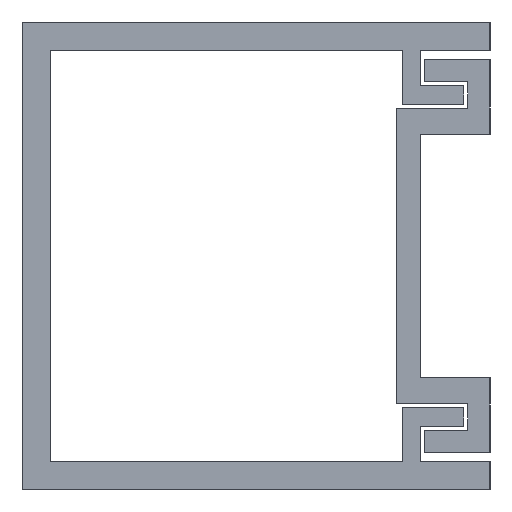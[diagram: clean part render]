
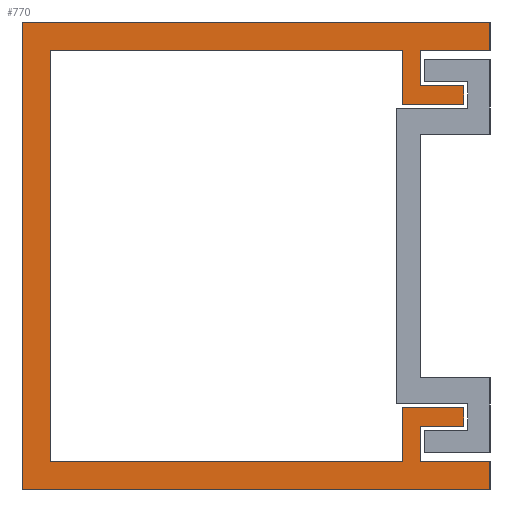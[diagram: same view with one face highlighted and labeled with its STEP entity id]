
A CAD part, left-side view. The second image highlights one B-rep face of the part: STEP entity #770.
In plain terms, the highlighted planar face has unit normal (-1, 0, 0).
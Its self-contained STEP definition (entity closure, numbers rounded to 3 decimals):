
#38=FACE_OUTER_BOUND('',#78,.T.);
#78=EDGE_LOOP('',(#593,#594,#595,#596,#597,#598,#599,#600,#601,#602,#603,
#604,#605,#606,#607,#608,#609,#610,#611,#612));
#97=LINE('',#1041,#205);
#101=LINE('',#1049,#209);
#104=LINE('',#1055,#212);
#107=LINE('',#1061,#215);
#110=LINE('',#1067,#218);
#113=LINE('',#1073,#221);
#116=LINE('',#1079,#224);
#119=LINE('',#1085,#227);
#122=LINE('',#1091,#230);
#125=LINE('',#1097,#233);
#128=LINE('',#1103,#236);
#131=LINE('',#1109,#239);
#134=LINE('',#1115,#242);
#137=LINE('',#1121,#245);
#140=LINE('',#1127,#248);
#143=LINE('',#1133,#251);
#146=LINE('',#1139,#254);
#149=LINE('',#1145,#257);
#152=LINE('',#1151,#260);
#155=LINE('',#1156,#263);
#205=VECTOR('',#851,10.);
#209=VECTOR('',#857,10.);
#212=VECTOR('',#862,10.);
#215=VECTOR('',#867,10.);
#218=VECTOR('',#872,10.);
#221=VECTOR('',#877,10.);
#224=VECTOR('',#882,10.);
#227=VECTOR('',#887,10.);
#230=VECTOR('',#892,10.);
#233=VECTOR('',#897,10.);
#236=VECTOR('',#902,10.);
#239=VECTOR('',#907,10.);
#242=VECTOR('',#912,10.);
#245=VECTOR('',#917,10.);
#248=VECTOR('',#922,10.);
#251=VECTOR('',#927,10.);
#254=VECTOR('',#932,10.);
#257=VECTOR('',#937,10.);
#260=VECTOR('',#942,10.);
#263=VECTOR('',#947,10.);
#313=VERTEX_POINT('',#1039);
#314=VERTEX_POINT('',#1040);
#317=VERTEX_POINT('',#1048);
#319=VERTEX_POINT('',#1054);
#321=VERTEX_POINT('',#1060);
#323=VERTEX_POINT('',#1066);
#325=VERTEX_POINT('',#1072);
#327=VERTEX_POINT('',#1078);
#329=VERTEX_POINT('',#1084);
#331=VERTEX_POINT('',#1090);
#333=VERTEX_POINT('',#1096);
#335=VERTEX_POINT('',#1102);
#337=VERTEX_POINT('',#1108);
#339=VERTEX_POINT('',#1114);
#341=VERTEX_POINT('',#1120);
#343=VERTEX_POINT('',#1126);
#345=VERTEX_POINT('',#1132);
#347=VERTEX_POINT('',#1138);
#349=VERTEX_POINT('',#1144);
#351=VERTEX_POINT('',#1150);
#385=EDGE_CURVE('',#313,#314,#97,.T.);
#389=EDGE_CURVE('',#317,#313,#101,.T.);
#392=EDGE_CURVE('',#319,#317,#104,.T.);
#395=EDGE_CURVE('',#321,#319,#107,.T.);
#398=EDGE_CURVE('',#323,#321,#110,.T.);
#401=EDGE_CURVE('',#325,#323,#113,.T.);
#404=EDGE_CURVE('',#327,#325,#116,.T.);
#407=EDGE_CURVE('',#329,#327,#119,.T.);
#410=EDGE_CURVE('',#331,#329,#122,.T.);
#413=EDGE_CURVE('',#333,#331,#125,.T.);
#416=EDGE_CURVE('',#335,#333,#128,.T.);
#419=EDGE_CURVE('',#337,#335,#131,.T.);
#422=EDGE_CURVE('',#339,#337,#134,.T.);
#425=EDGE_CURVE('',#341,#339,#137,.T.);
#428=EDGE_CURVE('',#343,#341,#140,.T.);
#431=EDGE_CURVE('',#345,#343,#143,.T.);
#434=EDGE_CURVE('',#347,#345,#146,.T.);
#437=EDGE_CURVE('',#349,#347,#149,.T.);
#440=EDGE_CURVE('',#351,#349,#152,.T.);
#443=EDGE_CURVE('',#314,#351,#155,.T.);
#593=ORIENTED_EDGE('',*,*,#443,.F.);
#594=ORIENTED_EDGE('',*,*,#385,.F.);
#595=ORIENTED_EDGE('',*,*,#389,.F.);
#596=ORIENTED_EDGE('',*,*,#392,.F.);
#597=ORIENTED_EDGE('',*,*,#395,.F.);
#598=ORIENTED_EDGE('',*,*,#398,.F.);
#599=ORIENTED_EDGE('',*,*,#401,.F.);
#600=ORIENTED_EDGE('',*,*,#404,.F.);
#601=ORIENTED_EDGE('',*,*,#407,.F.);
#602=ORIENTED_EDGE('',*,*,#410,.F.);
#603=ORIENTED_EDGE('',*,*,#413,.F.);
#604=ORIENTED_EDGE('',*,*,#416,.F.);
#605=ORIENTED_EDGE('',*,*,#419,.F.);
#606=ORIENTED_EDGE('',*,*,#422,.F.);
#607=ORIENTED_EDGE('',*,*,#425,.F.);
#608=ORIENTED_EDGE('',*,*,#428,.F.);
#609=ORIENTED_EDGE('',*,*,#431,.F.);
#610=ORIENTED_EDGE('',*,*,#434,.F.);
#611=ORIENTED_EDGE('',*,*,#437,.F.);
#612=ORIENTED_EDGE('',*,*,#440,.F.);
#730=PLANE('',#828);
#770=ADVANCED_FACE('',(#38),#730,.F.);
#828=AXIS2_PLACEMENT_3D('',#1159,#951,#952);
#851=DIRECTION('',(0.,1.,0.));
#857=DIRECTION('',(0.,0.,-1.));
#862=DIRECTION('',(0.,-1.,0.));
#867=DIRECTION('',(0.,0.,1.));
#872=DIRECTION('',(0.,-1.,0.));
#877=DIRECTION('',(0.,0.,-1.));
#882=DIRECTION('',(0.,1.,0.));
#887=DIRECTION('',(0.,0.,1.));
#892=DIRECTION('',(0.,1.,0.));
#897=DIRECTION('',(0.,0.,-1.));
#902=DIRECTION('',(0.,-1.,0.));
#907=DIRECTION('',(0.,0.,-1.));
#912=DIRECTION('',(0.,1.,0.));
#917=DIRECTION('',(0.,0.,-1.));
#922=DIRECTION('',(0.,-1.,0.));
#927=DIRECTION('',(0.,0.,1.));
#932=DIRECTION('',(0.,1.,0.));
#937=DIRECTION('',(0.,0.,-1.));
#942=DIRECTION('',(0.,-1.,0.));
#947=DIRECTION('',(0.,0.,-1.));
#951=DIRECTION('center_axis',(1.,0.,0.));
#952=DIRECTION('ref_axis',(0.,0.,-1.));
#1039=CARTESIAN_POINT('',(0.,-11.1,-9.1));
#1040=CARTESIAN_POINT('',(0.,-8.8,-9.1));
#1041=CARTESIAN_POINT('',(0.,-11.1,-9.1));
#1048=CARTESIAN_POINT('',(0.,-11.1,-8.1));
#1049=CARTESIAN_POINT('',(0.,-11.1,-8.1));
#1054=CARTESIAN_POINT('',(0.,-7.8,-8.1));
#1055=CARTESIAN_POINT('',(0.,-7.8,-8.1));
#1060=CARTESIAN_POINT('',(0.,-7.8,-11.));
#1061=CARTESIAN_POINT('',(0.,-7.8,-11.));
#1066=CARTESIAN_POINT('',(0.,11.,-11.));
#1067=CARTESIAN_POINT('',(0.,11.,-11.));
#1072=CARTESIAN_POINT('',(0.,11.,11.));
#1073=CARTESIAN_POINT('',(0.,11.,11.));
#1078=CARTESIAN_POINT('',(0.,-7.8,11.));
#1079=CARTESIAN_POINT('',(0.,-12.5,11.));
#1084=CARTESIAN_POINT('',(0.,-7.8,8.1));
#1085=CARTESIAN_POINT('',(0.,-7.8,8.1));
#1090=CARTESIAN_POINT('',(0.,-11.1,8.1));
#1091=CARTESIAN_POINT('',(0.,-11.1,8.1));
#1096=CARTESIAN_POINT('',(0.,-11.1,9.1));
#1097=CARTESIAN_POINT('',(0.,-11.1,9.1));
#1102=CARTESIAN_POINT('',(0.,-8.8,9.1));
#1103=CARTESIAN_POINT('',(0.,-8.8,9.1));
#1108=CARTESIAN_POINT('',(0.,-8.8,11.));
#1109=CARTESIAN_POINT('',(0.,-8.8,11.));
#1114=CARTESIAN_POINT('',(0.,-12.5,11.));
#1115=CARTESIAN_POINT('',(0.,-12.5,11.));
#1120=CARTESIAN_POINT('',(0.,-12.5,12.5));
#1121=CARTESIAN_POINT('',(0.,-12.5,12.5));
#1126=CARTESIAN_POINT('',(0.,12.5,12.5));
#1127=CARTESIAN_POINT('',(0.,12.5,12.5));
#1132=CARTESIAN_POINT('',(0.,12.5,-12.5));
#1133=CARTESIAN_POINT('',(0.,12.5,-12.5));
#1138=CARTESIAN_POINT('',(0.,-12.5,-12.5));
#1139=CARTESIAN_POINT('',(0.,-12.5,-12.5));
#1144=CARTESIAN_POINT('',(0.,-12.5,-11.));
#1145=CARTESIAN_POINT('',(0.,-12.5,12.5));
#1150=CARTESIAN_POINT('',(0.,-8.8,-11.));
#1151=CARTESIAN_POINT('',(0.,11.,-11.));
#1156=CARTESIAN_POINT('',(0.,-8.8,-8.1));
#1159=CARTESIAN_POINT('Origin',(0.,0.,0.));
